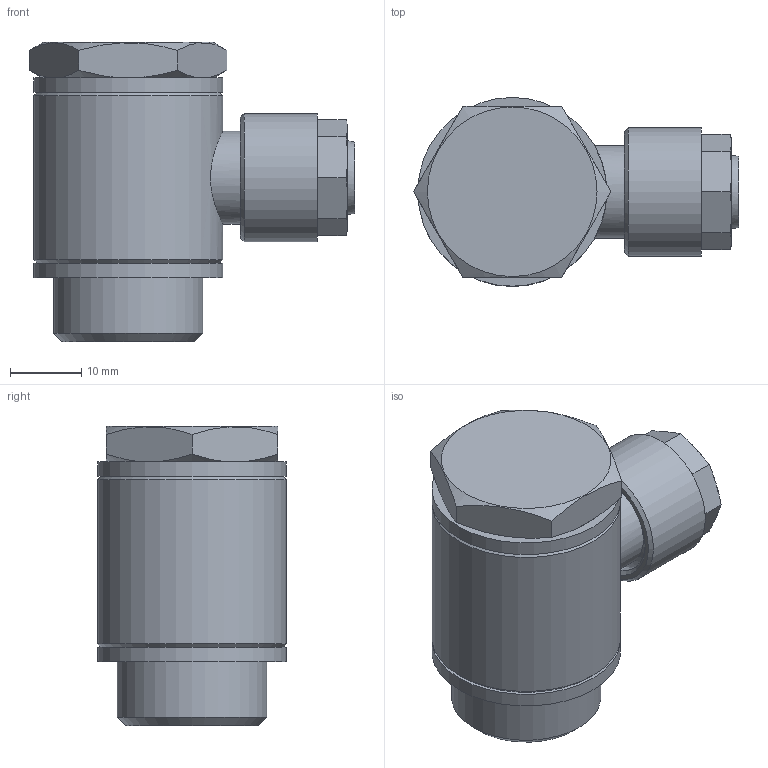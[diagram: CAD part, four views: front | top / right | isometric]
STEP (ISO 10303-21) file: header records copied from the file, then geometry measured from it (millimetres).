
FILE_DESCRIPTION(( 'MC.34.12.12.STP' ), '1');
FILE_NAME( 'MC.34.12.12.STP', '2018-10-02T09:02:47',( 'Sopra'),('sopra-pneumatic.com'), 'SwSTEP 2.0','SolidWorks 2009','' );
FILE_SCHEMA (('AUTOMOTIVE_DESIGN { 1 0 10303 214 1 1 1 1 }'));
Length unit declared in the file: millimetre
Products named in the file (6): Root; 15018; 17008; 800035; 14405
Assembly tree (5 placements, depth 3):
  Root
    15018
      17008
    800035
    800035
    14405
Bounding box: 45.61 x 26.5 x 42 mm (x, y, z)
Volume: 16453.9 mm3; surface area: 13523.4 mm2
Topology: 5 solids, 5 shells, 89 faces, 208 edges, 129 vertices
Faces by surface type: cone 35, plane 29, cylinder 24, torus 1
Full cylindrical faces by diameter (mm): 7.3 x2, 8.5 x1, 10.5 x1, 12 x1, 13 x2, 14.73 x1, 16 x1, 18 x1, 20.7 x1, 20.955 x1, 21 x2, 21.3 x2, 23 x1, 26.5 x3
Entity records: 6124 total; most frequent: CARTESIAN_POINT 2800, DIRECTION 428, PRESENTATION_STYLE_ASSIGNMENT 289, COLOUR_RGB 287, DRAUGHTING_PRE_DEFINED_CURVE_FONT 284, CURVE_STYLE 284, OVER_RIDING_STYLED_ITEM 284, ORIENTED_EDGE 284
